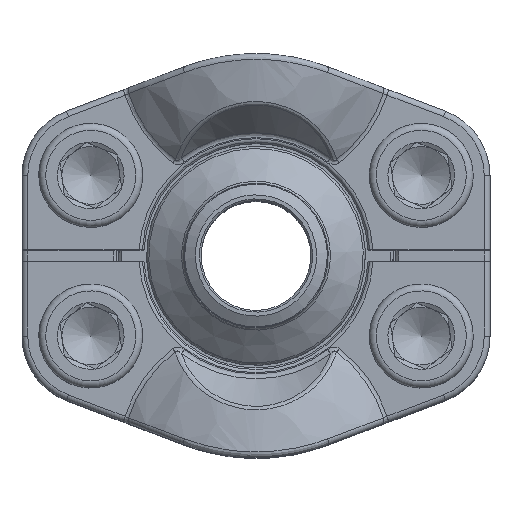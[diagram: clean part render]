
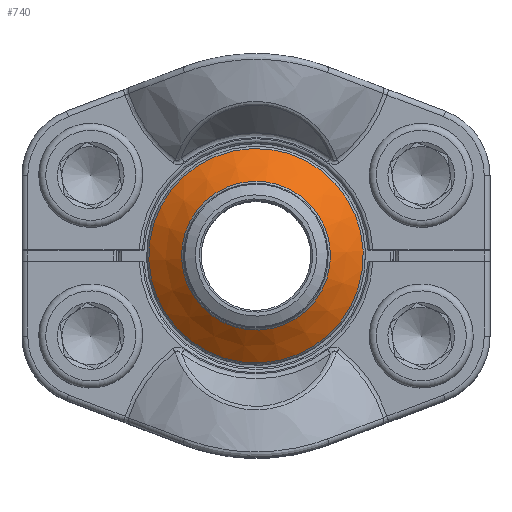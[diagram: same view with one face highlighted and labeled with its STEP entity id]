
A CAD part, top view. The second image highlights one B-rep face of the part: STEP entity #740.
In plain terms, the highlighted conical face has half-angle 52.217 degrees and reference radius 18.95 mm.
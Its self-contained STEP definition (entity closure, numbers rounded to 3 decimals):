
#325=CONICAL_SURFACE('',#3485,18.95,52.217);
#408=FACE_BOUND('',#1175,.T.);
#409=FACE_BOUND('',#1176,.T.);
#740=ADVANCED_FACE('',(#408,#409),#325,.T.);
#1175=EDGE_LOOP('',(#1851));
#1176=EDGE_LOOP('',(#1852));
#1851=ORIENTED_EDGE('',*,*,#2832,.T.);
#1852=ORIENTED_EDGE('',*,*,#2833,.T.);
#2515=VERTEX_POINT('',#5423);
#2516=VERTEX_POINT('',#5425);
#2832=EDGE_CURVE('',#2515,#2515,#3189,.T.);
#2833=EDGE_CURVE('',#2516,#2516,#3190,.T.);
#3189=CIRCLE('',#3483,12.887);
#3190=CIRCLE('',#3484,18.563);
#3483=AXIS2_PLACEMENT_3D('',#5422,#4105,#4106);
#3484=AXIS2_PLACEMENT_3D('',#5424,#4107,#4108);
#3485=AXIS2_PLACEMENT_3D('',#5426,#4109,#4110);
#4105=DIRECTION('',(-1.,0.,0.));
#4106=DIRECTION('',(0.,0.,1.));
#4107=DIRECTION('',(1.,0.,0.));
#4108=DIRECTION('',(0.,0.,-1.));
#4109=DIRECTION('',(-1.,0.,0.));
#4110=DIRECTION('',(0.,0.,1.));
#5422=CARTESIAN_POINT('',(29.7,0.,0.));
#5423=CARTESIAN_POINT('',(29.7,0.,12.887));
#5424=CARTESIAN_POINT('',(25.3,0.,0.));
#5425=CARTESIAN_POINT('',(25.3,0.,-18.563));
#5426=CARTESIAN_POINT('',(25.,0.,0.));
